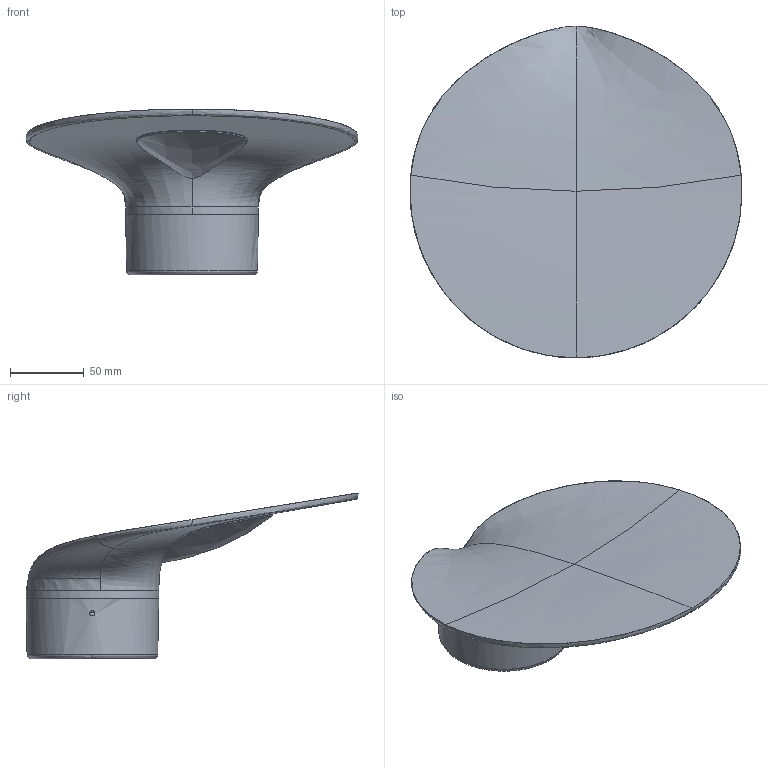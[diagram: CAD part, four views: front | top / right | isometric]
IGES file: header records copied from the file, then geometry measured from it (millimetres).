
Global section: file name:DISE; native system: Rhinoceros ( Mar 10 2014 ); preprocessor: Trout Lake IGES 012 Mar 10 2014; date: 190705.094449; units: millimetre
Bounding box: 224.99 x 225 x 112.48 mm (x, y, z)
Surface area: 163711 mm2 (no closed solid volume)
Topology: 0 solids, 0 shells, 387 faces, 2845 edges, 2837 vertices
Faces by surface type: bspline 387
